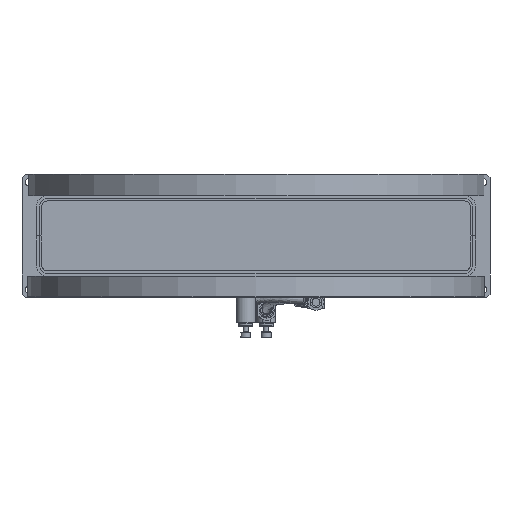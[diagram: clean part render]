
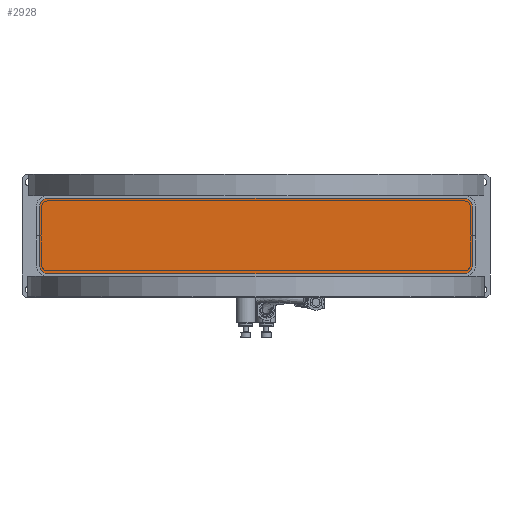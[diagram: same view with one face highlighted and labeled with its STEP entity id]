
A CAD part, front view. The second image highlights one B-rep face of the part: STEP entity #2928.
In plain terms, the highlighted planar face has unit normal (0, -1, 0).
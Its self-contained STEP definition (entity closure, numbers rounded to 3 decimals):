
#2928=ADVANCED_FACE('',(#8638),#8640,.F.);
#8638=FACE_BOUND('',#8639,.T.);
#8639=EDGE_LOOP('',(#12104,#12105,#12106,#12107,#12108,#12109,#12110,#12111));
#8640=PLANE('',#8641);
#8641=AXIS2_PLACEMENT_3D('',#8642,#8643,#8644);
#8642=CARTESIAN_POINT('',(0.,-741.,35.));
#8643=DIRECTION('',(0.,1.,0.));
#8644=DIRECTION('',(1.,0.,0.));
#12104=ORIENTED_EDGE('',*,*,#14095,.F.);
#12105=ORIENTED_EDGE('',*,*,#14092,.F.);
#12106=ORIENTED_EDGE('',*,*,#14089,.F.);
#12107=ORIENTED_EDGE('',*,*,#14086,.F.);
#12108=ORIENTED_EDGE('',*,*,#14083,.F.);
#12109=ORIENTED_EDGE('',*,*,#14080,.F.);
#12110=ORIENTED_EDGE('',*,*,#14077,.F.);
#12111=ORIENTED_EDGE('',*,*,#14073,.F.);
#14073=EDGE_CURVE('',#16475,#16476,#16477,.T.);
#14077=EDGE_CURVE('',#16476,#16483,#16484,.T.);
#14080=EDGE_CURVE('',#16483,#16488,#16489,.T.);
#14083=EDGE_CURVE('',#16488,#16493,#16494,.T.);
#14086=EDGE_CURVE('',#16493,#16498,#16499,.T.);
#14089=EDGE_CURVE('',#16498,#16503,#16504,.T.);
#14092=EDGE_CURVE('',#16503,#16508,#16509,.T.);
#14095=EDGE_CURVE('',#16508,#16475,#16513,.T.);
#16475=VERTEX_POINT('',#24384);
#16476=VERTEX_POINT('',#24385);
#16477=CIRCLE('',#24386,7.5);
#16483=VERTEX_POINT('',#24402);
#16484=LINE('',#24403,#24404);
#16488=VERTEX_POINT('',#24413);
#16489=CIRCLE('',#24414,7.5);
#16493=VERTEX_POINT('',#24426);
#16494=LINE('',#24427,#24428);
#16498=VERTEX_POINT('',#24437);
#16499=CIRCLE('',#24438,7.5);
#16503=VERTEX_POINT('',#24450);
#16504=LINE('',#24451,#24452);
#16508=VERTEX_POINT('',#24461);
#16509=CIRCLE('',#24462,7.5);
#16513=LINE('',#24474,#24475);
#24384=CARTESIAN_POINT('',(193.5,-741.,35.));
#24385=CARTESIAN_POINT('',(201.,-741.,27.5));
#24386=AXIS2_PLACEMENT_3D('',#24387,#24388,#24389);
#24387=CARTESIAN_POINT('',(193.5,-741.,27.5));
#24388=DIRECTION('',(0.,1.,0.));
#24389=DIRECTION('',(0.,0.,1.));
#24402=CARTESIAN_POINT('',(201.,-741.,-27.5));
#24403=CARTESIAN_POINT('',(201.,-741.,27.5));
#24404=VECTOR('',#24405,1.);
#24405=DIRECTION('',(0.,0.,-1.));
#24413=CARTESIAN_POINT('',(193.5,-741.,-35.));
#24414=AXIS2_PLACEMENT_3D('',#24415,#24416,#24417);
#24415=CARTESIAN_POINT('',(193.5,-741.,-27.5));
#24416=DIRECTION('',(0.,1.,0.));
#24417=DIRECTION('',(1.,0.,0.));
#24426=CARTESIAN_POINT('',(-193.5,-741.,-35.));
#24427=CARTESIAN_POINT('',(193.5,-741.,-35.));
#24428=VECTOR('',#24429,1.);
#24429=DIRECTION('',(-1.,0.,0.));
#24437=CARTESIAN_POINT('',(-201.,-741.,-27.5));
#24438=AXIS2_PLACEMENT_3D('',#24439,#24440,#24441);
#24439=CARTESIAN_POINT('',(-193.5,-741.,-27.5));
#24440=DIRECTION('',(0.,1.,0.));
#24441=DIRECTION('',(0.,0.,-1.));
#24450=CARTESIAN_POINT('',(-201.,-741.,27.5));
#24451=CARTESIAN_POINT('',(-201.,-741.,-27.5));
#24452=VECTOR('',#24453,1.);
#24453=DIRECTION('',(0.,0.,1.));
#24461=CARTESIAN_POINT('',(-193.5,-741.,35.));
#24462=AXIS2_PLACEMENT_3D('',#24463,#24464,#24465);
#24463=CARTESIAN_POINT('',(-193.5,-741.,27.5));
#24464=DIRECTION('',(0.,1.,0.));
#24465=DIRECTION('',(-1.,0.,0.));
#24474=CARTESIAN_POINT('',(-193.5,-741.,35.));
#24475=VECTOR('',#24476,1.);
#24476=DIRECTION('',(1.,0.,0.));
